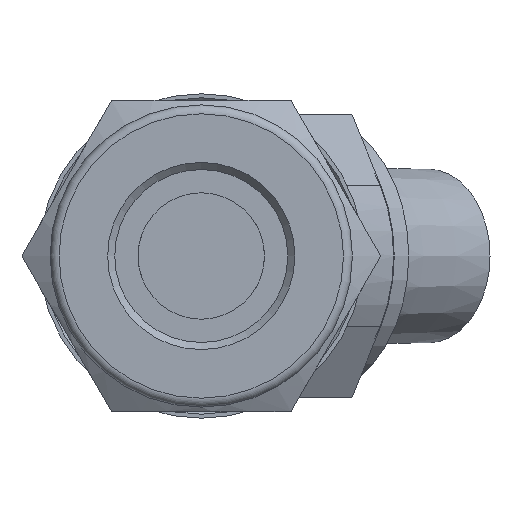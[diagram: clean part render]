
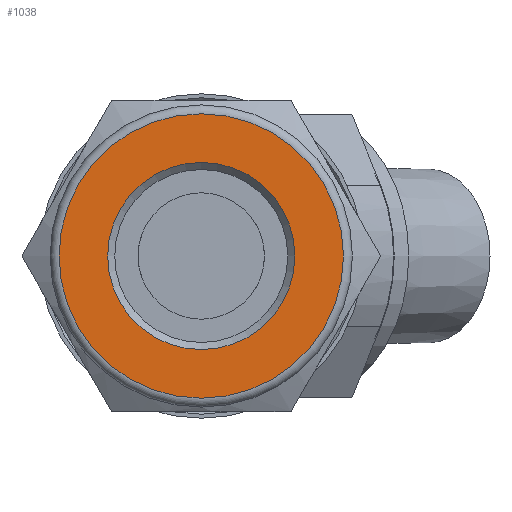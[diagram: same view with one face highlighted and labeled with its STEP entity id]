
A CAD part, left-side view. The second image highlights one B-rep face of the part: STEP entity #1038.
In plain terms, the highlighted planar face has unit normal (-1, 0, 0).
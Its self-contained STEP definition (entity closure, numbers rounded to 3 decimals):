
#65=FACE_BOUND('',#239,.T.);
#99=CIRCLE('',#1140,8.);
#114=CIRCLE('',#1168,5.265);
#166=FACE_OUTER_BOUND('',#238,.T.);
#238=EDGE_LOOP('',(#837));
#239=EDGE_LOOP('',(#838));
#473=VERTEX_POINT('',#1709);
#486=VERTEX_POINT('',#1759);
#586=EDGE_CURVE('',#473,#473,#99,.T.);
#610=EDGE_CURVE('',#486,#486,#114,.T.);
#837=ORIENTED_EDGE('',*,*,#586,.F.);
#838=ORIENTED_EDGE('',*,*,#610,.T.);
#984=PLANE('',#1169);
#1038=ADVANCED_FACE('',(#166,#65),#984,.T.);
#1140=AXIS2_PLACEMENT_3D('',#1711,#1343,#1344);
#1168=AXIS2_PLACEMENT_3D('',#1761,#1408,#1409);
#1169=AXIS2_PLACEMENT_3D('',#1762,#1410,#1411);
#1343=DIRECTION('center_axis',(1.,0.,0.));
#1344=DIRECTION('ref_axis',(0.,0.,-1.));
#1408=DIRECTION('center_axis',(1.,0.,0.));
#1409=DIRECTION('ref_axis',(0.,0.,-1.));
#1410=DIRECTION('center_axis',(-1.,0.,0.));
#1411=DIRECTION('ref_axis',(0.,0.,1.));
#1709=CARTESIAN_POINT('',(0.,0.,8.));
#1711=CARTESIAN_POINT('Origin',(0.,0.,
0.));
#1759=CARTESIAN_POINT('',(0.,-5.265,0.));
#1761=CARTESIAN_POINT('Origin',(0.,0.,
0.));
#1762=CARTESIAN_POINT('Origin',(0.,8.,0.));
